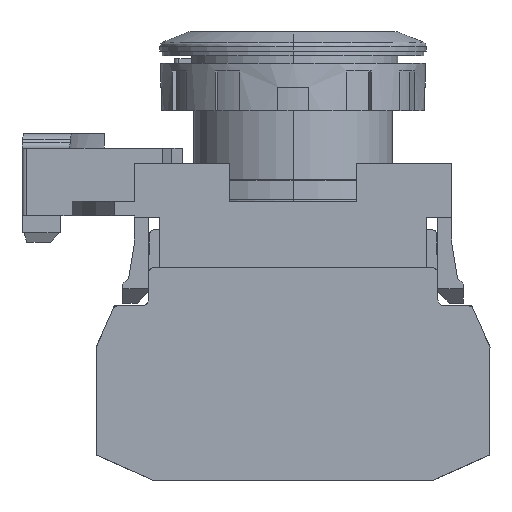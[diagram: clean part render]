
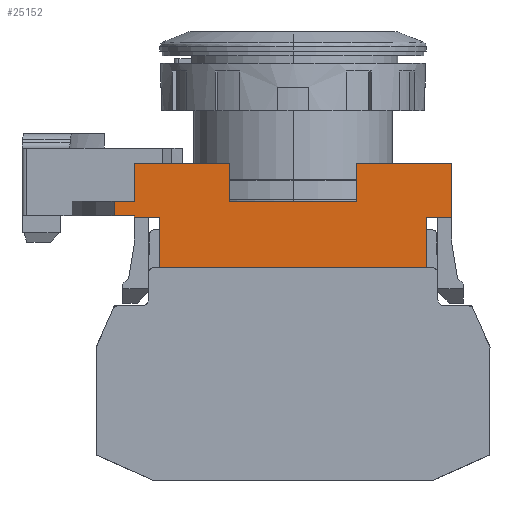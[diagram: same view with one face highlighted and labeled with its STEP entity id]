
A CAD part, left-side view. The second image highlights one B-rep face of the part: STEP entity #25152.
In plain terms, the highlighted planar face has unit normal (-1, 0, 0).
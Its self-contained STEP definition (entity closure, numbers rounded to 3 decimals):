
#247 = EDGE_LOOP ( 'NONE', ( #4571, #4572, #4573, #4569, #4574, #4575, #4576, #4577, #4578, #4579, #4580, #4581, #4582, #4583, #4585, #4584 ) ) ;
#1773 = EDGE_CURVE ( 'NONE', #3931, #3932, #13753, .T. ) ;
#1779 = EDGE_CURVE ( 'NONE', #3937, #3936, #13771, .T. ) ;
#3931 = VERTEX_POINT ( 'NONE', #14884 ) ;
#3932 = VERTEX_POINT ( 'NONE', #14885 ) ;
#3936 = VERTEX_POINT ( 'NONE', #14889 ) ;
#3937 = VERTEX_POINT ( 'NONE', #14890 ) ;
#4004 = VERTEX_POINT ( 'NONE', #14957 ) ;
#4005 = VERTEX_POINT ( 'NONE', #14958 ) ;
#4006 = VERTEX_POINT ( 'NONE', #14959 ) ;
#4007 = VERTEX_POINT ( 'NONE', #14960 ) ;
#4009 = VERTEX_POINT ( 'NONE', #14962 ) ;
#4013 = VERTEX_POINT ( 'NONE', #14966 ) ;
#4014 = VERTEX_POINT ( 'NONE', #14967 ) ;
#4016 = VERTEX_POINT ( 'NONE', #14969 ) ;
#4018 = VERTEX_POINT ( 'NONE', #14971 ) ;
#4019 = VERTEX_POINT ( 'NONE', #14972 ) ;
#4040 = VERTEX_POINT ( 'NONE', #14993 ) ;
#4041 = VERTEX_POINT ( 'NONE', #14994 ) ;
#4569 = ORIENTED_EDGE ( 'NONE', *, *, #5443, .F. ) ;
#4571 = ORIENTED_EDGE ( 'NONE', *, *, #5451, .F. ) ;
#4572 = ORIENTED_EDGE ( 'NONE', *, *, #5448, .F. ) ;
#4573 = ORIENTED_EDGE ( 'NONE', *, *, #5446, .F. ) ;
#4574 = ORIENTED_EDGE ( 'NONE', *, *, #5436, .F. ) ;
#4575 = ORIENTED_EDGE ( 'NONE', *, *, #5433, .F. ) ;
#4576 = ORIENTED_EDGE ( 'NONE', *, *, #5431, .F. ) ;
#4577 = ORIENTED_EDGE ( 'NONE', *, *, #5429, .F. ) ;
#4578 = ORIENTED_EDGE ( 'NONE', *, *, #1779, .T. ) ;
#4579 = ORIENTED_EDGE ( 'NONE', *, *, #5426, .F. ) ;
#4580 = ORIENTED_EDGE ( 'NONE', *, *, #1773, .F. ) ;
#4581 = ORIENTED_EDGE ( 'NONE', *, *, #5425, .F. ) ;
#4582 = ORIENTED_EDGE ( 'NONE', *, *, #5490, .F. ) ;
#4583 = ORIENTED_EDGE ( 'NONE', *, *, #5492, .T. ) ;
#4584 = ORIENTED_EDGE ( 'NONE', *, *, #5456, .F. ) ;
#4585 = ORIENTED_EDGE ( 'NONE', *, *, #5493, .T. ) ;
#5425 = EDGE_CURVE ( 'NONE', #4004, #3931, #15127, .T. ) ;
#5426 = EDGE_CURVE ( 'NONE', #3932, #3936, #15130, .T. ) ;
#5429 = EDGE_CURVE ( 'NONE', #3937, #4005, #15139, .T. ) ;
#5431 = EDGE_CURVE ( 'NONE', #4005, #4006, #15145, .T. ) ;
#5433 = EDGE_CURVE ( 'NONE', #4006, #4007, #15151, .T. ) ;
#5436 = EDGE_CURVE ( 'NONE', #4007, #4009, #15160, .T. ) ;
#5443 = EDGE_CURVE ( 'NONE', #4009, #4013, #15181, .T. ) ;
#5446 = EDGE_CURVE ( 'NONE', #4013, #4014, #15190, .T. ) ;
#5448 = EDGE_CURVE ( 'NONE', #4014, #4016, #15196, .T. ) ;
#5451 = EDGE_CURVE ( 'NONE', #4016, #4018, #15205, .T. ) ;
#5456 = EDGE_CURVE ( 'NONE', #4018, #4019, #15220, .T. ) ;
#5490 = EDGE_CURVE ( 'NONE', #4040, #4004, #15322, .T. ) ;
#5492 = EDGE_CURVE ( 'NONE', #4040, #4041, #15328, .T. ) ;
#5493 = EDGE_CURVE ( 'NONE', #4041, #4019, #15331, .T. ) ;
#10508 = VECTOR ( 'NONE', #13755, 1000. ) ;
#10515 = VECTOR ( 'NONE', #13773, 1000. ) ;
#10638 = VECTOR ( 'NONE', #15129, 1000. ) ;
#10639 = VECTOR ( 'NONE', #15132, 1000. ) ;
#10642 = VECTOR ( 'NONE', #15141, 1000. ) ;
#10645 = VECTOR ( 'NONE', #15147, 1000. ) ;
#10647 = VECTOR ( 'NONE', #15153, 1000. ) ;
#10650 = VECTOR ( 'NONE', #15162, 1000. ) ;
#10656 = VECTOR ( 'NONE', #15183, 1000. ) ;
#10659 = VECTOR ( 'NONE', #15192, 1000. ) ;
#10661 = VECTOR ( 'NONE', #15198, 1000. ) ;
#10664 = VECTOR ( 'NONE', #15207, 1000. ) ;
#10669 = VECTOR ( 'NONE', #15222, 1000. ) ;
#10704 = VECTOR ( 'NONE', #15324, 1000. ) ;
#10706 = VECTOR ( 'NONE', #15330, 1000. ) ;
#10707 = VECTOR ( 'NONE', #15333, 1000. ) ;
#13753 = LINE ( 'NONE', #13754, #10508 ) ;
#13754 = CARTESIAN_POINT ( 'NONE',  ( -14.9, 16.7, 4. ) ) ;
#13755 = DIRECTION ( 'NONE',  ( 0., 0., 1. ) ) ;
#13771 = LINE ( 'NONE', #13772, #10515 ) ;
#13772 = CARTESIAN_POINT ( 'NONE',  ( -14.9, 18.815, 6.25 ) ) ;
#13773 = DIRECTION ( 'NONE',  ( 0., 0., -1. ) ) ;
#14884 = CARTESIAN_POINT ( 'NONE',  ( -14.9, 16.7, 5.3 ) ) ;
#14885 = CARTESIAN_POINT ( 'NONE',  ( -14.9, 16.7, 5.5 ) ) ;
#14889 = CARTESIAN_POINT ( 'NONE',  ( -14.9, 18.815, 5.5 ) ) ;
#14890 = CARTESIAN_POINT ( 'NONE',  ( -14.9, 18.815, 7. ) ) ;
#14957 = CARTESIAN_POINT ( 'NONE',  ( -14.9, 14., 5.3 ) ) ;
#14958 = CARTESIAN_POINT ( 'NONE',  ( -14.9, 16.7, 7. ) ) ;
#14959 = CARTESIAN_POINT ( 'NONE',  ( -14.9, 16.7, 11. ) ) ;
#14960 = CARTESIAN_POINT ( 'NONE',  ( -14.9, 6.7, 11. ) ) ;
#14962 = CARTESIAN_POINT ( 'NONE',  ( -14.9, 6.7, 7. ) ) ;
#14966 = CARTESIAN_POINT ( 'NONE',  ( -14.9, -6.7, 7. ) ) ;
#14967 = CARTESIAN_POINT ( 'NONE',  ( -14.9, -6.7, 11. ) ) ;
#14969 = CARTESIAN_POINT ( 'NONE',  ( -14.9, -16.7, 11. ) ) ;
#14971 = CARTESIAN_POINT ( 'NONE',  ( -14.9, -16.7, 5.3 ) ) ;
#14972 = CARTESIAN_POINT ( 'NONE',  ( -14.9, -14., 5.3 ) ) ;
#14993 = CARTESIAN_POINT ( 'NONE',  ( -14.9, 14., 0. ) ) ;
#14994 = CARTESIAN_POINT ( 'NONE',  ( -14.9, -14., 0. ) ) ;
#15127 = LINE ( 'NONE', #15128, #10638 ) ;
#15128 = CARTESIAN_POINT ( 'NONE',  ( -14.9, 1.057, 5.3 ) ) ;
#15129 = DIRECTION ( 'NONE',  ( 0., 1., 0. ) ) ;
#15130 = LINE ( 'NONE', #15131, #10639 ) ;
#15131 = CARTESIAN_POINT ( 'NONE',  ( -14.9, 1.057, 5.5 ) ) ;
#15132 = DIRECTION ( 'NONE',  ( 0., 1., 0. ) ) ;
#15139 = LINE ( 'NONE', #15140, #10642 ) ;
#15140 = CARTESIAN_POINT ( 'NONE',  ( -14.9, 1.057, 7. ) ) ;
#15141 = DIRECTION ( 'NONE',  ( 0., -1., 0. ) ) ;
#15145 = LINE ( 'NONE', #15146, #10645 ) ;
#15146 = CARTESIAN_POINT ( 'NONE',  ( -14.9, 16.7, 5.5 ) ) ;
#15147 = DIRECTION ( 'NONE',  ( 0., 0., 1. ) ) ;
#15151 = LINE ( 'NONE', #15152, #10647 ) ;
#15152 = CARTESIAN_POINT ( 'NONE',  ( -14.9, 1.057, 11. ) ) ;
#15153 = DIRECTION ( 'NONE',  ( 0., -1., 0. ) ) ;
#15160 = LINE ( 'NONE', #15161, #10650 ) ;
#15161 = CARTESIAN_POINT ( 'NONE',  ( -14.9, 6.7, 5.5 ) ) ;
#15162 = DIRECTION ( 'NONE',  ( 0., 0., -1. ) ) ;
#15181 = LINE ( 'NONE', #15182, #10656 ) ;
#15182 = CARTESIAN_POINT ( 'NONE',  ( -14.9, 1.057, 7. ) ) ;
#15183 = DIRECTION ( 'NONE',  ( 0., -1., 0. ) ) ;
#15190 = LINE ( 'NONE', #15191, #10659 ) ;
#15191 = CARTESIAN_POINT ( 'NONE',  ( -14.9, -6.7, 5.5 ) ) ;
#15192 = DIRECTION ( 'NONE',  ( 0., 0., 1. ) ) ;
#15196 = LINE ( 'NONE', #15197, #10661 ) ;
#15197 = CARTESIAN_POINT ( 'NONE',  ( -14.9, 1.057, 11. ) ) ;
#15198 = DIRECTION ( 'NONE',  ( 0., -1., 0. ) ) ;
#15205 = LINE ( 'NONE', #15206, #10664 ) ;
#15206 = CARTESIAN_POINT ( 'NONE',  ( -14.9, -16.7, 5.5 ) ) ;
#15207 = DIRECTION ( 'NONE',  ( 0., 0., -1. ) ) ;
#15220 = LINE ( 'NONE', #15221, #10669 ) ;
#15221 = CARTESIAN_POINT ( 'NONE',  ( -14.9, 1.057, 5.3 ) ) ;
#15222 = DIRECTION ( 'NONE',  ( 0., 1., 0. ) ) ;
#15322 = LINE ( 'NONE', #15323, #10704 ) ;
#15323 = CARTESIAN_POINT ( 'NONE',  ( -14.9, 14., 5.5 ) ) ;
#15324 = DIRECTION ( 'NONE',  ( 0., 0., 1. ) ) ;
#15328 = LINE ( 'NONE', #15329, #10706 ) ;
#15329 = CARTESIAN_POINT ( 'NONE',  ( -14.9, 0., 0. ) ) ;
#15330 = DIRECTION ( 'NONE',  ( 0., -1., 0. ) ) ;
#15331 = LINE ( 'NONE', #15332, #10707 ) ;
#15332 = CARTESIAN_POINT ( 'NONE',  ( -14.9, -14., 2.65 ) ) ;
#15333 = DIRECTION ( 'NONE',  ( 0., 0., 1. ) ) ;
#21809 = FACE_OUTER_BOUND ( 'NONE', #247, .T. ) ;
#21812 = AXIS2_PLACEMENT_3D ( 'NONE', #24518, #24519, #24520 ) ;
#24517 = PLANE ( 'NONE',  #21812 ) ;
#24518 = CARTESIAN_POINT ( 'NONE',  ( -14.9, -16.7, 0. ) ) ;
#24519 = DIRECTION ( 'NONE',  ( 1., 0., 0. ) ) ;
#24520 = DIRECTION ( 'NONE',  ( 0., 1., 0. ) ) ;
#25152 = ADVANCED_FACE ( 'NONE', ( #21809 ), #24517, .F. ) ;
